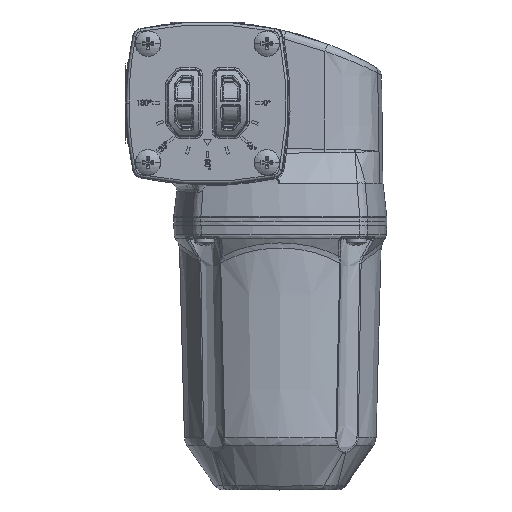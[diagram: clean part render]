
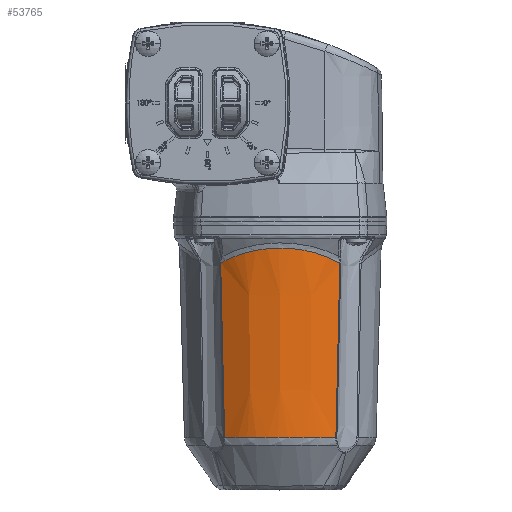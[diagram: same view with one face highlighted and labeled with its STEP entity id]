
A CAD part, top view. The second image highlights one B-rep face of the part: STEP entity #53765.
In plain terms, the highlighted conical face has half-angle 1.5 degrees and reference radius 37.7 mm.
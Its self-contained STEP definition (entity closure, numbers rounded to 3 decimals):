
#11707 = VERTEX_POINT ( 'NONE', #27928 ) ;
#11711 = EDGE_CURVE ( 'NONE', #11717, #11707, #27957, .T. ) ;
#11717 = VERTEX_POINT ( 'NONE', #27958 ) ;
#12010 = VERTEX_POINT ( 'NONE', #28606 ) ;
#12097 = VERTEX_POINT ( 'NONE', #28748 ) ;
#12105 = EDGE_CURVE ( 'NONE', #12097, #12010, #28799, .T. ) ;
#27928 = CARTESIAN_POINT ( 'NONE',  ( 22.336, -60.069, 30.304 ) ) ;
#27953 = CARTESIAN_POINT ( 'NONE',  ( 22.336, -60.069, 30.304 ) ) ;
#27954 = CARTESIAN_POINT ( 'NONE',  ( 21.835, -81.866, 29.964 ) ) ;
#27955 = CARTESIAN_POINT ( 'NONE',  ( 21.342, -103.663, 29.616 ) ) ;
#27956 = CARTESIAN_POINT ( 'NONE',  ( 20.856, -125.461, 29.262 ) ) ;
#27957 = B_SPLINE_CURVE_WITH_KNOTS ( 'NONE', 3,
 ( #27956, #27955, #27954, #27953 ),
 .UNSPECIFIED., .F., .F.,
 ( 4, 4 ),
 ( 0., 0.065 ),
 .UNSPECIFIED. ) ;
#27958 = CARTESIAN_POINT ( 'NONE',  ( 20.856, -125.461, 29.262 ) ) ;
#28606 = CARTESIAN_POINT ( 'NONE',  ( -20.856, -125.461, 29.262 ) ) ;
#28748 = CARTESIAN_POINT ( 'NONE',  ( -22.336, -60.069, 30.304 ) ) ;
#28794 = CARTESIAN_POINT ( 'NONE',  ( -20.856, -125.461, 29.262 ) ) ;
#28795 = CARTESIAN_POINT ( 'NONE',  ( -21.342, -103.663, 29.616 ) ) ;
#28796 = CARTESIAN_POINT ( 'NONE',  ( -21.835, -81.866, 29.964 ) ) ;
#28797 = CARTESIAN_POINT ( 'NONE',  ( -22.336, -60.069, 30.304 ) ) ;
#28799 = B_SPLINE_CURVE_WITH_KNOTS ( 'NONE', 3,
 ( #28797, #28796, #28795, #28794 ),
 .UNSPECIFIED., .F., .F.,
 ( 4, 4 ),
 ( 0., 0.065 ),
 .UNSPECIFIED. ) ;
#51240 = CARTESIAN_POINT ( 'NONE',  ( -3.709, -125.437, 35.934 ) ) ;
#51241 = CARTESIAN_POINT ( 'NONE',  ( -7.417, -125.439, 35.355 ) ) ;
#51242 = CARTESIAN_POINT ( 'NONE',  ( -14.481, -125.447, 33.095 ) ) ;
#51243 = CARTESIAN_POINT ( 'NONE',  ( -17.836, -125.453, 31.414 ) ) ;
#51244 = CARTESIAN_POINT ( 'NONE',  ( -20.856, -125.461, 29.262 ) ) ;
#51258 = B_SPLINE_CURVE_WITH_KNOTS ( 'NONE', 3,
 ( #51244, #51243, #51242, #51241, #51240, #51279, #51278, #51277, #51276, #51275 ),
 .UNSPECIFIED., .F., .F.,
 ( 4, 2, 2, 2, 4 ),
 ( 0.007, 0.254, 0.5, 0.746, 0.993 ),
 .UNSPECIFIED. ) ;
#51275 = CARTESIAN_POINT ( 'NONE',  ( 20.856, -125.461, 29.262 ) ) ;
#51276 = CARTESIAN_POINT ( 'NONE',  ( 17.836, -125.453, 31.414 ) ) ;
#51277 = CARTESIAN_POINT ( 'NONE',  ( 14.481, -125.447, 33.095 ) ) ;
#51278 = CARTESIAN_POINT ( 'NONE',  ( 7.416, -125.439, 35.355 ) ) ;
#51279 = CARTESIAN_POINT ( 'NONE',  ( 3.708, -125.437, 35.934 ) ) ;
#51357 = CARTESIAN_POINT ( 'NONE',  ( 9.827, -55.329, 36.524 ) ) ;
#51358 = CARTESIAN_POINT ( 'NONE',  ( 13.618, -56.277, 35.26 ) ) ;
#51359 = CARTESIAN_POINT ( 'NONE',  ( 15.467, -56.87, 34.472 ) ) ;
#51360 = CARTESIAN_POINT ( 'NONE',  ( 19.022, -58.292, 32.602 ) ) ;
#51361 = CARTESIAN_POINT ( 'NONE',  ( 20.727, -59.121, 31.521 ) ) ;
#51362 = CARTESIAN_POINT ( 'NONE',  ( 22.336, -60.069, 30.304 ) ) ;
#51363 = B_SPLINE_CURVE_WITH_KNOTS ( 'NONE', 3,
 ( #51362, #51361, #51360, #51359, #51358, #51357, #51416, #51415, #51414, #51413, #51412, #51411, #51410, #51409, #51408, #51407, #51406, #51405 ),
 .UNSPECIFIED., .F., .F.,
 ( 4, 2, 2, 2, 2, 2, 2, 2, 4 ),
 ( 0.007, 0.13, 0.254, 0.377, 0.5, 0.623, 0.746, 0.87, 0.993 ),
 .UNSPECIFIED. ) ;
#51365 = DIRECTION ( 'NONE',  ( -1., 0., 0. ) ) ;
#51366 = DIRECTION ( 'NONE',  ( 0., 1., 0. ) ) ;
#51379 = CARTESIAN_POINT ( 'NONE',  ( 0., -58., 0. ) ) ;
#51380 = AXIS2_PLACEMENT_3D ( 'NONE', #51379, #51366, #51365 ) ;
#51382 = CONICAL_SURFACE ( 'NONE', #51380, 37.7, 0.026 ) ;
#51383 = FACE_OUTER_BOUND ( 'NONE', #53766, .T. ) ;
#51405 = CARTESIAN_POINT ( 'NONE',  ( -22.336, -60.069, 30.304 ) ) ;
#51406 = CARTESIAN_POINT ( 'NONE',  ( -20.726, -59.121, 31.521 ) ) ;
#51407 = CARTESIAN_POINT ( 'NONE',  ( -19.02, -58.291, 32.603 ) ) ;
#51408 = CARTESIAN_POINT ( 'NONE',  ( -15.464, -56.869, 34.473 ) ) ;
#51409 = CARTESIAN_POINT ( 'NONE',  ( -13.614, -56.276, 35.261 ) ) ;
#51410 = CARTESIAN_POINT ( 'NONE',  ( -9.822, -55.328, 36.525 ) ) ;
#51411 = CARTESIAN_POINT ( 'NONE',  ( -7.879, -54.973, 37.002 ) ) ;
#51412 = CARTESIAN_POINT ( 'NONE',  ( -3.954, -54.499, 37.637 ) ) ;
#51413 = CARTESIAN_POINT ( 'NONE',  ( -1.972, -54.381, 37.795 ) ) ;
#51414 = CARTESIAN_POINT ( 'NONE',  ( 1.981, -54.381, 37.795 ) ) ;
#51415 = CARTESIAN_POINT ( 'NONE',  ( 3.962, -54.5, 37.636 ) ) ;
#51416 = CARTESIAN_POINT ( 'NONE',  ( 7.885, -54.974, 37.001 ) ) ;
#53746 = ORIENTED_EDGE ( 'NONE', *, *, #12105, .T. ) ;
#53747 = ORIENTED_EDGE ( 'NONE', *, *, #53748, .T. ) ;
#53748 = EDGE_CURVE ( 'NONE', #12010, #11717, #51258, .T. ) ;
#53749 = ORIENTED_EDGE ( 'NONE', *, *, #11711, .T. ) ;
#53765 = ADVANCED_FACE ( 'NONE', ( #51383 ), #51382, .T. ) ;
#53766 = EDGE_LOOP ( 'NONE', ( #53767, #53746, #53747, #53749 ) ) ;
#53767 = ORIENTED_EDGE ( 'NONE', *, *, #53768, .T. ) ;
#53768 = EDGE_CURVE ( 'NONE', #11707, #12097, #51363, .T. ) ;
